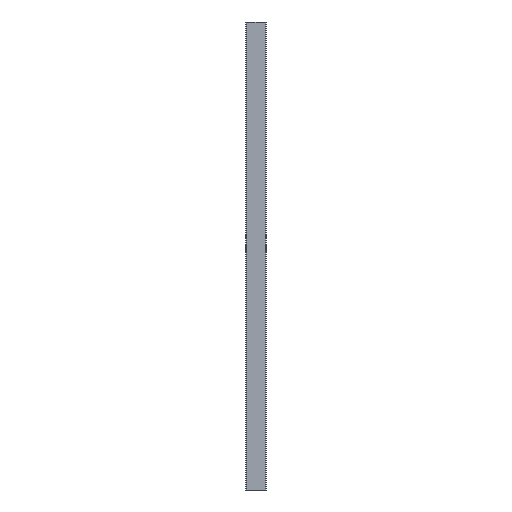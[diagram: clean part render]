
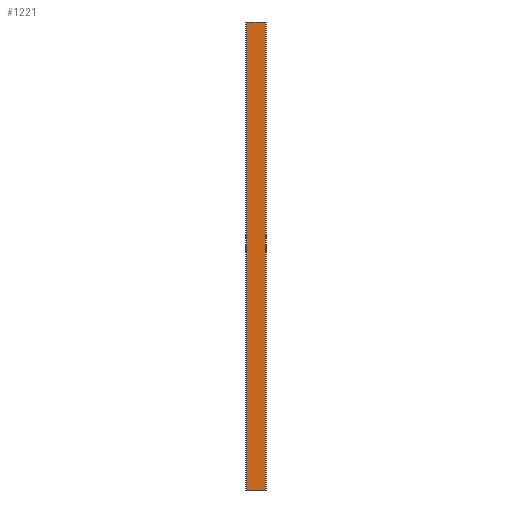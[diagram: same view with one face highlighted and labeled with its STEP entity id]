
A CAD part, front view. The second image highlights one B-rep face of the part: STEP entity #1221.
In plain terms, the highlighted planar face has unit normal (0, -1, 0).
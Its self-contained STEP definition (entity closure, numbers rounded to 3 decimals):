
#26 = EDGE_CURVE ( 'NONE', #3640, #1568, #4081, .T. ) ;
#300 = CARTESIAN_POINT ( 'NONE',  ( 61.7, 0.2, 0. ) ) ;
#462 = FACE_OUTER_BOUND ( 'NONE', #3284, .T. ) ;
#557 = DIRECTION ( 'NONE',  ( 0., 0., 1. ) ) ;
#567 = EDGE_CURVE ( 'NONE', #912, #1568, #3987, .T. ) ;
#618 = DIRECTION ( 'NONE',  ( 1., 0., 0. ) ) ;
#628 = CARTESIAN_POINT ( 'NONE',  ( 22.2, 0.2, 0. ) ) ;
#695 = EDGE_CURVE ( 'NONE', #912, #3011, #2447, .T. ) ;
#749 = EDGE_CURVE ( 'NONE', #3011, #3640, #2491, .T. ) ;
#770 = ORIENTED_EDGE ( 'NONE', *, *, #567, .F. ) ;
#850 = CARTESIAN_POINT ( 'NONE',  ( -17.3, 0.2, 0. ) ) ;
#852 = VECTOR ( 'NONE', #618, 1000. ) ;
#912 = VERTEX_POINT ( 'NONE', #3604 ) ;
#918 = CARTESIAN_POINT ( 'NONE',  ( 61.7, 0.2, 2000. ) ) ;
#1221 = ADVANCED_FACE ( 'NONE', ( #462 ), #1651, .T. ) ;
#1383 = DIRECTION ( 'NONE',  ( 0., 0., 1. ) ) ;
#1402 = VECTOR ( 'NONE', #1383, 1000. ) ;
#1448 = DIRECTION ( 'NONE',  ( 0., 0., -1. ) ) ;
#1461 = DIRECTION ( 'NONE',  ( 0., -1., 0. ) ) ;
#1476 = CARTESIAN_POINT ( 'NONE',  ( 64.6, 0.2, 0. ) ) ;
#1568 = VERTEX_POINT ( 'NONE', #2870 ) ;
#1651 = PLANE ( 'NONE',  #4022 ) ;
#1875 = ORIENTED_EDGE ( 'NONE', *, *, #695, .T. ) ;
#2447 = LINE ( 'NONE', #628, #852 ) ;
#2491 = LINE ( 'NONE', #300, #3363 ) ;
#2870 = CARTESIAN_POINT ( 'NONE',  ( -17.3, 0.2, 2000. ) ) ;
#3011 = VERTEX_POINT ( 'NONE', #4079 ) ;
#3284 = EDGE_LOOP ( 'NONE', ( #4200, #3396, #770, #1875 ) ) ;
#3363 = VECTOR ( 'NONE', #557, 1000. ) ;
#3396 = ORIENTED_EDGE ( 'NONE', *, *, #26, .T. ) ;
#3604 = CARTESIAN_POINT ( 'NONE',  ( -17.3, 0.2, 0. ) ) ;
#3640 = VERTEX_POINT ( 'NONE', #918 ) ;
#3678 = CARTESIAN_POINT ( 'NONE',  ( 58.2, 0.2, 2000. ) ) ;
#3773 = VECTOR ( 'NONE', #4163, 1000. ) ;
#3987 = LINE ( 'NONE', #850, #1402 ) ;
#4022 = AXIS2_PLACEMENT_3D ( 'NONE', #1476, #1461, #1448 ) ;
#4079 = CARTESIAN_POINT ( 'NONE',  ( 61.7, 0.2, 0. ) ) ;
#4081 = LINE ( 'NONE', #3678, #3773 ) ;
#4163 = DIRECTION ( 'NONE',  ( -1., 0., 0. ) ) ;
#4200 = ORIENTED_EDGE ( 'NONE', *, *, #749, .T. ) ;
